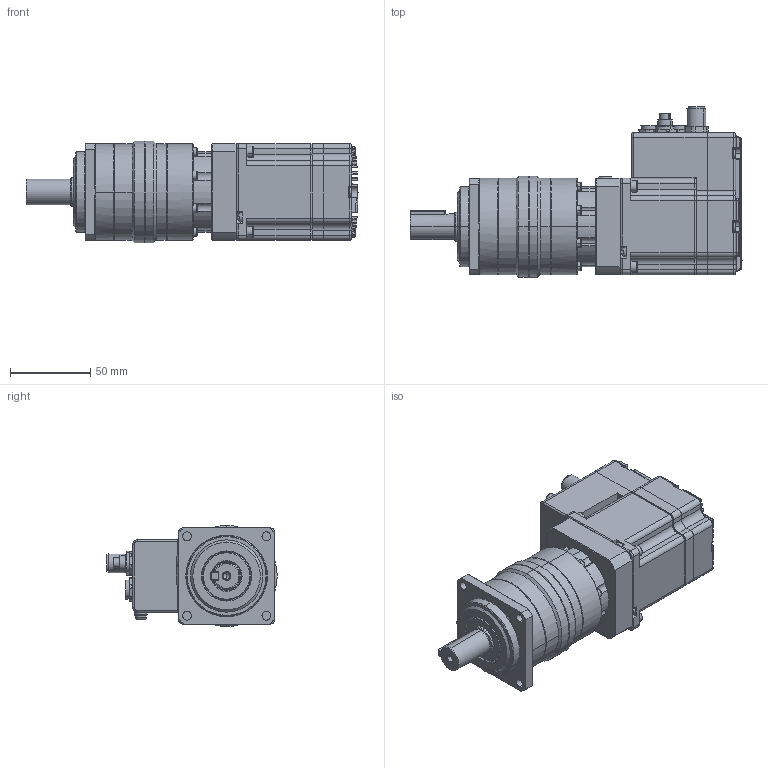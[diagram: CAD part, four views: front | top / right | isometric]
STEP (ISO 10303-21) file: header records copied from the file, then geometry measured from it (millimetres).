
FILE_DESCRIPTION (( 'STEP AP203' ), '1' );
FILE_NAME ('P11B-MO-060-02-R01.STEP', '2020-04-27T03:07:07', ( '' ), ( '' ), 'SwSTEP 2.0', 'SolidWorks 2018', '' );
FILE_SCHEMA (( 'CONFIG_CONTROL_DESIGN' ));
Length unit declared in the file: millimetre
Products named in the file (28): 877600816; M117-MO-060-01-R00; 20PS-JMCS-G-1B-TF(N); M119-EC-060-02-R02; P11B-MO-060-02-R01; 目池磐-家南-4P(傈盔)_荐 (09-0411-30-04)-2; M119-EC-060-01-R00; socket head cap screw_ks_KS 1003 - M4 x 12 x 12-N; 791091003; sams; 86_1031_1100_00012-2; 目池磐-家南-4P(傈盔)_荐 (09-0411-30-04)-1; 09-0408-30-03(鱔褐)-1; 20R-JMCS-G-B-TF(NSA); pan cross head_ks_KS 1023 PC- M4 x 6-N; KMG; 60EC-PCB2-01; spring lock washer_2_jis_JIS B 1251 No.2 4; ST56 2ST; 09-0408-30-03(鱔褐)-2; pan cross head_ks_KS 1023 PC- M3 x 25-N; 60EC-PCB1-01; 56EC-PCB3-01; M119-EC-042-03-R00; 86_1031_1100_00012-1; small circular plain washer_jis_JIS B 1256 Small circular 4; pan cross head_ks_KS 1023 PC- M3 x 20-N; 42EC-PCB3-01
Assembly tree (39 placements, depth 3):
  P11B-MO-060-02-R01
    M117-MO-060-01-R00
    60EC-PCB1-01
    pan cross head_ks_KS 1023 PC- M3 x 20-N  x2
    pan cross head_ks_KS 1023 PC- M3 x 25-N  x3
    KMG
    M119-EC-060-01-R00
    M119-EC-060-02-R02
    M119-EC-042-03-R00
    09-0408-30-03(鱔褐)-1  x2
    09-0408-30-03(鱔褐)-2  x2
    目池磐-家南-4P(傈盔)_荐 (09-0411-30-04)-1
    目池磐-家南-4P(傈盔)_荐 (09-0411-30-04)-2
    86_1031_1100_00012-1
    86_1031_1100_00012-2
    42EC-PCB3-01
    56EC-PCB3-01
    60EC-PCB2-01
    877600816  x2
    20PS-JMCS-G-1B-TF(N)  x2
    20R-JMCS-G-B-TF(NSA)  x2
    791091003  x2
    socket head cap screw_ks_KS 1003 - M4 x 12 x 12-N  x4
    ST56 2ST
    sams
      small circular plain washer_jis_JIS B 1256 Small circular 4
      spring lock washer_2_jis_JIS B 1251 No.2 4
      pan cross head_ks_KS 1023 PC- M4 x 6-N
Bounding box: 206.6 x 106.1 x 63 mm (x, y, z)
Volume: 512546.7 mm3; surface area: 141035.9 mm2
Topology: 39 solids, 39 shells, 5571 faces, 14540 edges, 9173 vertices
Faces by surface type: plane 3238, cylinder 1330, cone 437, bspline 360, torus 136, sphere 70
Entity records: 134081 total; most frequent: CARTESIAN_POINT 34360, ORIENTED_EDGE 20582, DIRECTION 19548, EDGE_CURVE 10291, AXIS2_PLACEMENT_3D 6612, VERTEX_POINT 6526, LINE 6324, VECTOR 6324
